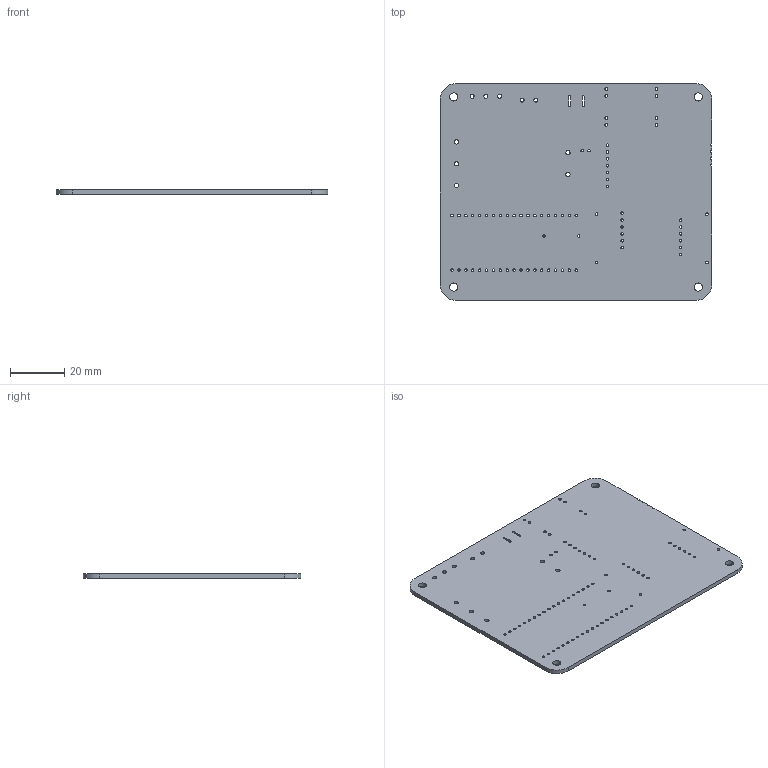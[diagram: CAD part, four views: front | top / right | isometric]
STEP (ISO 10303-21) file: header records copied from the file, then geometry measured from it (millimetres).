
FILE_DESCRIPTION(('Designed by EasyEDA Pro'),'2;1');
FILE_NAME('Open CASCADE Shape Model','2025-12-03T11:55:59',('Author'),( 'Open CASCADE'),'Open CASCADE STEP processor 7.8','Open CASCADE 7.8' ,'Unknown');
FILE_SCHEMA(('AUTOMOTIVE_DESIGN { 1 0 10303 214 1 1 1 1 }'));
Length unit declared in the file: millimetre
Products named in the file (6): EasyEDA PCB Model~CWrX; Board~CWrX; TopCopper~CWrX; BottomCopper~CWrX; TopFpcStiffener~CWrX; BottomFpcStiffener~CWrX
Assembly tree (5 placements, depth 2):
  EasyEDA PCB Model~CWrX
    Board~CWrX
    TopCopper~CWrX
    BottomCopper~CWrX
    TopFpcStiffener~CWrX
    BottomFpcStiffener~CWrX
Bounding box: 99.97 x 79.97 x 1.6 mm (x, y, z)
Volume: 12577.6 mm3; surface area: 16790.9 mm2
Topology: 1 solids, 1 shells, 205 faces, 609 edges, 406 vertices
Faces by surface type: cylinder 190, plane 15
Entity records: 8992 total; most frequent: DIRECTION 1411, CARTESIAN_POINT 1226, ORIENTED_EDGE 1218, EDGE_CURVE 609, AXIS2_PLACEMENT_3D 591, VERTEX_POINT 406, FACE_BOUND 383, EDGE_LOOP 383
